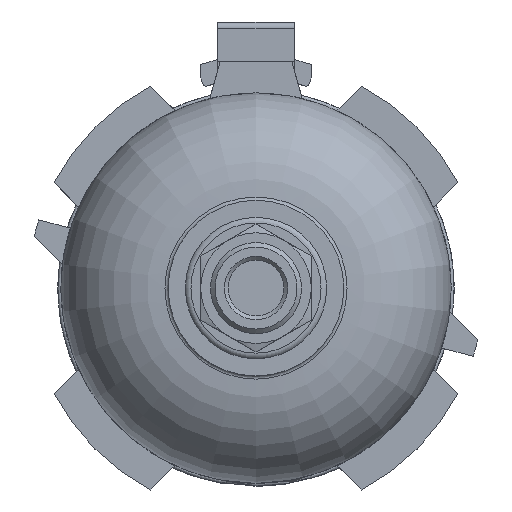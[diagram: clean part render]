
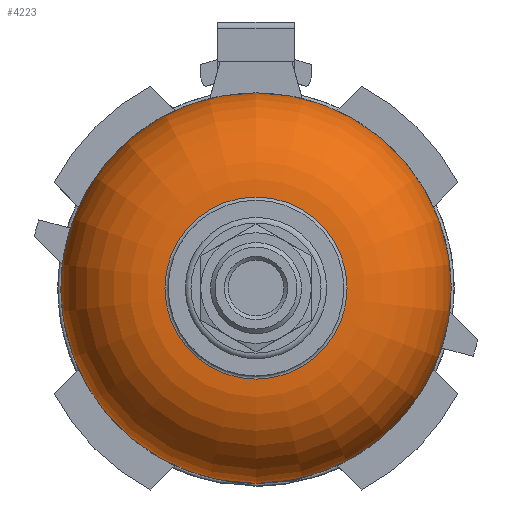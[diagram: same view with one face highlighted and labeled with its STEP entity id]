
A CAD part, front view. The second image highlights one B-rep face of the part: STEP entity #4223.
In plain terms, the highlighted toroidal (fillet/blend) face has major radius 14 mm and minor radius 16 mm.
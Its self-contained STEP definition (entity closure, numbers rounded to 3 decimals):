
#37=DEGENERATE_TOROIDAL_SURFACE('',#4499,14.,16.,.T.);
#204=CIRCLE('',#4442,30.);
#247=CIRCLE('',#4500,14.);
#564=ORIENTED_EDGE('',*,*,#1466,.T.);
#565=ORIENTED_EDGE('',*,*,#1539,.F.);
#1466=EDGE_CURVE('',#1974,#1974,#204,.T.);
#1539=EDGE_CURVE('',#2028,#2028,#247,.T.);
#1974=VERTEX_POINT('',#6017);
#2028=VERTEX_POINT('',#6159);
#2849=EDGE_LOOP('',(#564));
#2850=EDGE_LOOP('',(#565));
#3099=FACE_BOUND('',#2849,.T.);
#3100=FACE_BOUND('',#2850,.T.);
#4223=ADVANCED_FACE('',(#3099,#3100),#37,.T.);
#4442=AXIS2_PLACEMENT_3D('',#6016,#4910,#4911);
#4499=AXIS2_PLACEMENT_3D('',#6157,#5054,#5055);
#4500=AXIS2_PLACEMENT_3D('',#6158,#5056,#5057);
#4910=DIRECTION('',(0.,-1.,0.));
#4911=DIRECTION('',(0.,0.,-1.));
#5054=DIRECTION('',(0.,-1.,0.));
#5055=DIRECTION('',(0.,0.,-1.));
#5056=DIRECTION('',(0.,-1.,0.));
#5057=DIRECTION('',(0.,0.,-1.));
#6016=CARTESIAN_POINT('',(0.,17.5,0.));
#6017=CARTESIAN_POINT('',(0.,17.5,-30.));
#6157=CARTESIAN_POINT('',(0.,17.5,0.));
#6158=CARTESIAN_POINT('',(0.,1.5,0.));
#6159=CARTESIAN_POINT('',(0.,1.5,-14.));
